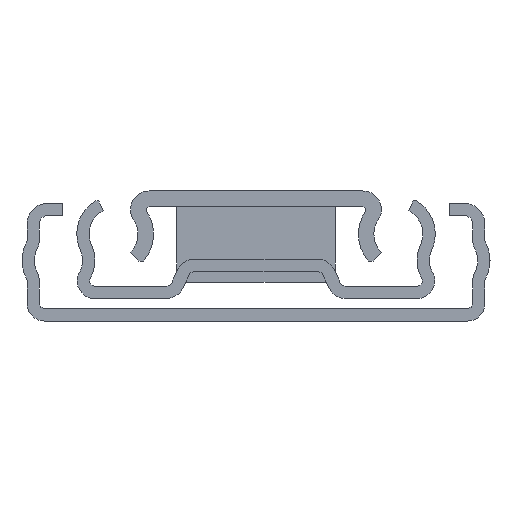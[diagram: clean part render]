
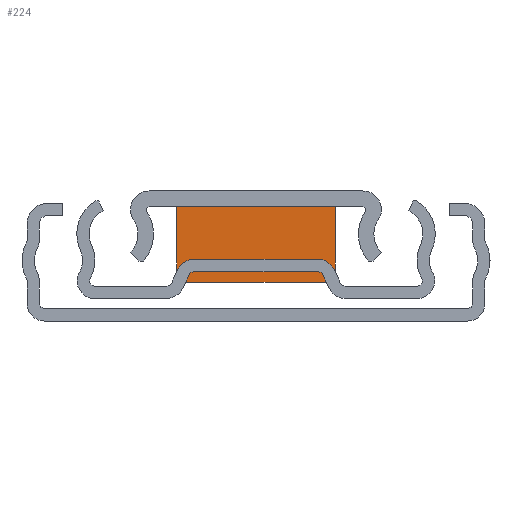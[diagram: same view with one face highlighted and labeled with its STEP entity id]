
A CAD part, left-side view. The second image highlights one B-rep face of the part: STEP entity #224.
In plain terms, the highlighted planar face has unit normal (-1, 0, 0).
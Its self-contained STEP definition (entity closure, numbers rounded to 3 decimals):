
#77 = VECTOR ( 'NONE', #8310, 1000. ) ;
#224 = ADVANCED_FACE ( 'NONE', ( #2721 ), #1086, .F. ) ;
#818 = ORIENTED_EDGE ( 'NONE', *, *, #1878, .T. ) ;
#1086 = PLANE ( 'NONE',  #9320 ) ;
#1248 = CARTESIAN_POINT ( 'NONE',  ( -1.5, -7.75, -1.507 ) ) ;
#1268 = DIRECTION ( 'NONE',  ( 0., 0., 1. ) ) ;
#1759 = EDGE_CURVE ( 'NONE', #9446, #7587, #5137, .T. ) ;
#1826 = EDGE_CURVE ( 'NONE', #7587, #7531, #9125, .T. ) ;
#1849 = LINE ( 'NONE', #2716, #77 ) ;
#1878 = EDGE_CURVE ( 'NONE', #9526, #7531, #9278, .T. ) ;
#2551 = EDGE_CURVE ( 'NONE', #9446, #9526, #1849, .T. ) ;
#2716 = CARTESIAN_POINT ( 'NONE',  ( -1.5, -7.75, -8.907 ) ) ;
#2721 = FACE_OUTER_BOUND ( 'NONE', #7734, .T. ) ;
#3052 = VECTOR ( 'NONE', #5966, 1000. ) ;
#3344 = CARTESIAN_POINT ( 'NONE',  ( -1.5, -7.75, -8.907 ) ) ;
#3651 = CARTESIAN_POINT ( 'NONE',  ( -1.5, 7.75, -8.907 ) ) ;
#3678 = CARTESIAN_POINT ( 'NONE',  ( -1.5, -7.75, -1.507 ) ) ;
#5137 = LINE ( 'NONE', #7521, #3052 ) ;
#5811 = ORIENTED_EDGE ( 'NONE', *, *, #1826, .F. ) ;
#5966 = DIRECTION ( 'NONE',  ( 0., 1., 0. ) ) ;
#6456 = CARTESIAN_POINT ( 'NONE',  ( -1.5, 7.75, -1.507 ) ) ;
#7382 = DIRECTION ( 'NONE',  ( 0., 1., 0. ) ) ;
#7521 = CARTESIAN_POINT ( 'NONE',  ( -1.5, -7.75, -8.907 ) ) ;
#7531 = VERTEX_POINT ( 'NONE', #6456 ) ;
#7587 = VERTEX_POINT ( 'NONE', #3651 ) ;
#7734 = EDGE_LOOP ( 'NONE', ( #818, #5811, #9244, #8414 ) ) ;
#7966 = VECTOR ( 'NONE', #1268, 1000. ) ;
#8125 = DIRECTION ( 'NONE',  ( 1., 0., 0. ) ) ;
#8310 = DIRECTION ( 'NONE',  ( 0., 0., 1. ) ) ;
#8352 = CARTESIAN_POINT ( 'NONE',  ( -1.5, 7.75, -8.907 ) ) ;
#8414 = ORIENTED_EDGE ( 'NONE', *, *, #2551, .T. ) ;
#8452 = VECTOR ( 'NONE', #9384, 1000. ) ;
#9125 = LINE ( 'NONE', #8352, #7966 ) ;
#9160 = CARTESIAN_POINT ( 'NONE',  ( -1.5, -7.75, -8.907 ) ) ;
#9244 = ORIENTED_EDGE ( 'NONE', *, *, #1759, .F. ) ;
#9278 = LINE ( 'NONE', #3678, #8452 ) ;
#9320 = AXIS2_PLACEMENT_3D ( 'NONE', #3344, #8125, #7382 ) ;
#9384 = DIRECTION ( 'NONE',  ( 0., 1., 0. ) ) ;
#9446 = VERTEX_POINT ( 'NONE', #9160 ) ;
#9526 = VERTEX_POINT ( 'NONE', #1248 ) ;
